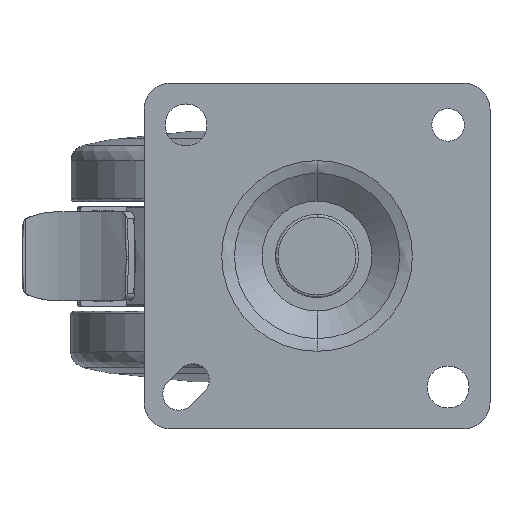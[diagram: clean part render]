
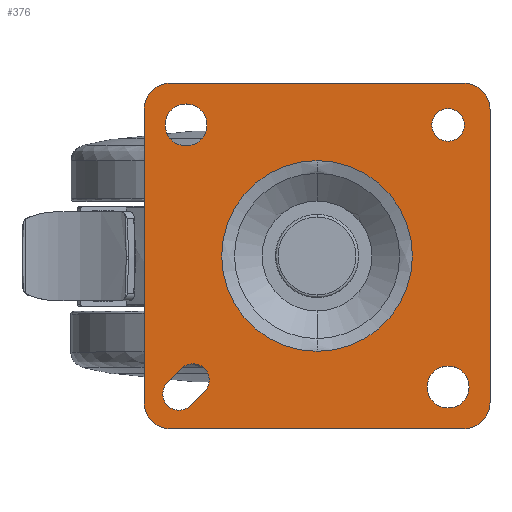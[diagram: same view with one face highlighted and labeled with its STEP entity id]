
A CAD part, top view. The second image highlights one B-rep face of the part: STEP entity #376.
In plain terms, the highlighted face is planar.
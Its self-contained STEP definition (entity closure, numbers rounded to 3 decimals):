
#376=ADVANCED_FACE('',(#2256,#2257,#2258,#2259,#2260,#2261),#2255,.F.);
#2255=PLANE('',#6944);
#2256=FACE_OUTER_BOUND('',#6945,.T.);
#2257=FACE_BOUND('',#6946,.T.);
#2258=FACE_BOUND('',#6947,.T.);
#2259=FACE_BOUND('',#6948,.T.);
#2260=FACE_BOUND('',#6949,.T.);
#2261=FACE_BOUND('',#6950,.T.);
#6941=CARTESIAN_POINT('',(-39.6,0.,-39.6));
#6942=DIRECTION('',(0.,1.,0.));
#6943=DIRECTION('',(0.,0.,1.));
#6944=AXIS2_PLACEMENT_3D('',#6941,#6942,#6943);
#6945=EDGE_LOOP('',(#8259,#8260,#8261,#8262,#8263,#8264,#8265,#8266));
#6946=EDGE_LOOP('',(#8267,#8268));
#6947=EDGE_LOOP('',(#8269,#8270,#8271,#8272));
#6948=EDGE_LOOP('',(#8273,#8274));
#6949=EDGE_LOOP('',(#8275,#8276));
#6950=EDGE_LOOP('',(#8277,#8278));
#8259=ORIENTED_EDGE('',*,*,#8905,.F.);
#8260=ORIENTED_EDGE('',*,*,#8906,.T.);
#8261=ORIENTED_EDGE('',*,*,#8907,.F.);
#8262=ORIENTED_EDGE('',*,*,#8908,.T.);
#8263=ORIENTED_EDGE('',*,*,#8909,.F.);
#8264=ORIENTED_EDGE('',*,*,#8910,.T.);
#8265=ORIENTED_EDGE('',*,*,#8911,.F.);
#8266=ORIENTED_EDGE('',*,*,#8912,.T.);
#8267=ORIENTED_EDGE('',*,*,#8913,.T.);
#8268=ORIENTED_EDGE('',*,*,#8914,.T.);
#8269=ORIENTED_EDGE('',*,*,#8915,.F.);
#8270=ORIENTED_EDGE('',*,*,#8916,.F.);
#8271=ORIENTED_EDGE('',*,*,#8917,.F.);
#8272=ORIENTED_EDGE('',*,*,#8918,.F.);
#8273=ORIENTED_EDGE('',*,*,#8919,.F.);
#8274=ORIENTED_EDGE('',*,*,#8920,.F.);
#8275=ORIENTED_EDGE('',*,*,#8921,.F.);
#8276=ORIENTED_EDGE('',*,*,#8922,.F.);
#8277=ORIENTED_EDGE('',*,*,#8923,.F.);
#8278=ORIENTED_EDGE('',*,*,#8924,.F.);
#8905=EDGE_CURVE('',#11885,#11886,#11887,.T.);
#8906=EDGE_CURVE('',#11885,#11893,#11894,.T.);
#8907=EDGE_CURVE('',#11900,#11893,#11901,.T.);
#8908=EDGE_CURVE('',#11900,#11907,#11908,.T.);
#8909=EDGE_CURVE('',#11914,#11907,#11915,.T.);
#8910=EDGE_CURVE('',#11914,#11921,#11922,.T.);
#8911=EDGE_CURVE('',#11928,#11921,#11929,.T.);
#8912=EDGE_CURVE('',#11928,#11886,#11935,.T.);
#8913=EDGE_CURVE('',#11941,#11942,#11943,.T.);
#8914=EDGE_CURVE('',#11942,#11941,#11949,.T.);
#8915=EDGE_CURVE('',#11955,#11956,#11957,.T.);
#8916=EDGE_CURVE('',#11963,#11955,#11964,.T.);
#8917=EDGE_CURVE('',#11970,#11963,#11971,.T.);
#8918=EDGE_CURVE('',#11956,#11970,#11977,.T.);
#8919=EDGE_CURVE('',#11983,#11984,#11985,.T.);
#8920=EDGE_CURVE('',#11984,#11983,#11991,.T.);
#8921=EDGE_CURVE('',#11997,#11998,#11999,.T.);
#8922=EDGE_CURVE('',#11998,#11997,#12005,.T.);
#8923=EDGE_CURVE('',#12011,#12012,#12013,.T.);
#8924=EDGE_CURVE('',#12012,#12011,#12019,.T.);
#11885=VERTEX_POINT('',#14919);
#11886=VERTEX_POINT('',#14920);
#11887=LINE('',#14921,#14922);
#11893=VERTEX_POINT('',#14924);
#11894=CIRCLE('',#14928,5.);
#11900=VERTEX_POINT('',#14929);
#11901=LINE('',#14930,#14931);
#11907=VERTEX_POINT('',#14933);
#11908=CIRCLE('',#14937,5.);
#11914=VERTEX_POINT('',#14938);
#11915=LINE('',#14939,#14940);
#11921=VERTEX_POINT('',#14942);
#11922=CIRCLE('',#14946,5.);
#11928=VERTEX_POINT('',#14947);
#11929=LINE('',#14948,#14949);
#11935=CIRCLE('',#14954,5.);
#11941=VERTEX_POINT('',#14955);
#11942=VERTEX_POINT('',#14956);
#11943=CIRCLE('',#14960,18.194);
#11949=CIRCLE('',#14964,18.194);
#11955=VERTEX_POINT('',#14965);
#11956=VERTEX_POINT('',#14966);
#11957=LINE('',#14967,#14968);
#11963=VERTEX_POINT('',#14970);
#11964=CIRCLE('',#14974,3.1);
#11970=VERTEX_POINT('',#14975);
#11971=LINE('',#14976,#14977);
#11977=CIRCLE('',#14982,3.1);
#11983=VERTEX_POINT('',#14983);
#11984=VERTEX_POINT('',#14984);
#11985=CIRCLE('',#14988,3.1);
#11991=CIRCLE('',#14992,3.1);
#11997=VERTEX_POINT('',#14993);
#11998=VERTEX_POINT('',#14994);
#11999=CIRCLE('',#14998,4.);
#12005=CIRCLE('',#15002,4.);
#12011=VERTEX_POINT('',#15003);
#12012=VERTEX_POINT('',#15004);
#12013=CIRCLE('',#15008,4.);
#12019=CIRCLE('',#15012,4.);
#14919=CARTESIAN_POINT('',(28.,0.,-33.));
#14920=CARTESIAN_POINT('',(-28.,0.,-33.));
#14921=CARTESIAN_POINT('',(28.,0.,-33.));
#14922=VECTOR('',#14923,56.);
#14923=DIRECTION('',(-1.,0.,0.));
#14924=CARTESIAN_POINT('',(33.,0.,-28.));
#14925=CARTESIAN_POINT('',(28.,0.,-28.));
#14926=DIRECTION('',(0.,-1.,0.));
#14927=DIRECTION('',(0.,0.,1.));
#14928=AXIS2_PLACEMENT_3D('',#14925,#14926,#14927);
#14929=CARTESIAN_POINT('',(33.,0.,28.));
#14930=CARTESIAN_POINT('',(33.,0.,28.));
#14931=VECTOR('',#14932,56.);
#14932=DIRECTION('',(0.,0.,-1.));
#14933=CARTESIAN_POINT('',(28.,0.,33.));
#14934=CARTESIAN_POINT('',(28.,0.,28.));
#14935=DIRECTION('',(0.,-1.,0.));
#14936=DIRECTION('',(-1.,0.,0.));
#14937=AXIS2_PLACEMENT_3D('',#14934,#14935,#14936);
#14938=CARTESIAN_POINT('',(-28.,0.,33.));
#14939=CARTESIAN_POINT('',(-28.,0.,33.));
#14940=VECTOR('',#14941,56.);
#14941=DIRECTION('',(1.,0.,0.));
#14942=CARTESIAN_POINT('',(-33.,0.,28.));
#14943=CARTESIAN_POINT('',(-28.,0.,28.));
#14944=DIRECTION('',(0.,-1.,0.));
#14945=DIRECTION('',(0.,0.,-1.));
#14946=AXIS2_PLACEMENT_3D('',#14943,#14944,#14945);
#14947=CARTESIAN_POINT('',(-33.,0.,-28.));
#14948=CARTESIAN_POINT('',(-33.,0.,-28.));
#14949=VECTOR('',#14950,56.);
#14950=DIRECTION('',(0.,0.,1.));
#14951=CARTESIAN_POINT('',(-28.,0.,-28.));
#14952=DIRECTION('',(0.,-1.,0.));
#14953=DIRECTION('',(1.,0.,0.));
#14954=AXIS2_PLACEMENT_3D('',#14951,#14952,#14953);
#14955=CARTESIAN_POINT('',(0.,0.,18.194));
#14956=CARTESIAN_POINT('',(0.,0.,-18.194));
#14957=CARTESIAN_POINT('',(0.,0.,0.));
#14958=DIRECTION('',(0.,1.,0.));
#14959=DIRECTION('',(0.,0.,1.));
#14960=AXIS2_PLACEMENT_3D('',#14957,#14958,#14959);
#14961=CARTESIAN_POINT('',(0.,0.,0.));
#14962=DIRECTION('',(0.,1.,0.));
#14963=DIRECTION('',(0.,0.,1.));
#14964=AXIS2_PLACEMENT_3D('',#14961,#14962,#14963);
#14965=CARTESIAN_POINT('',(-25.849,0.,-21.464));
#14966=CARTESIAN_POINT('',(-28.536,0.,-24.151));
#14967=CARTESIAN_POINT('',(-25.849,0.,-21.464));
#14968=VECTOR('',#14969,3.8);
#14969=DIRECTION('',(-0.707,0.,-0.707));
#14970=CARTESIAN_POINT('',(-21.464,0.,-25.849));
#14971=CARTESIAN_POINT('',(-23.656,0.,-23.656));
#14972=DIRECTION('',(0.,-1.,0.));
#14973=DIRECTION('',(-0.707,0.,0.707));
#14974=AXIS2_PLACEMENT_3D('',#14971,#14972,#14973);
#14975=CARTESIAN_POINT('',(-24.151,0.,-28.536));
#14976=CARTESIAN_POINT('',(-24.151,0.,-28.536));
#14977=VECTOR('',#14978,3.8);
#14978=DIRECTION('',(0.707,0.,0.707));
#14979=CARTESIAN_POINT('',(-26.344,0.,-26.344));
#14980=DIRECTION('',(0.,-1.,0.));
#14981=DIRECTION('',(0.,0.,1.));
#14982=AXIS2_PLACEMENT_3D('',#14979,#14980,#14981);
#14983=CARTESIAN_POINT('',(25.,0.,28.1));
#14984=CARTESIAN_POINT('',(25.,0.,21.9));
#14985=CARTESIAN_POINT('',(25.,0.,25.));
#14986=DIRECTION('',(0.,-1.,0.));
#14987=DIRECTION('',(0.,0.,-1.));
#14988=AXIS2_PLACEMENT_3D('',#14985,#14986,#14987);
#14989=CARTESIAN_POINT('',(25.,0.,25.));
#14990=DIRECTION('',(0.,-1.,0.));
#14991=DIRECTION('',(0.,0.,-1.));
#14992=AXIS2_PLACEMENT_3D('',#14989,#14990,#14991);
#14993=CARTESIAN_POINT('',(25.,0.,-21.));
#14994=CARTESIAN_POINT('',(25.,0.,-29.));
#14995=CARTESIAN_POINT('',(25.,0.,-25.));
#14996=DIRECTION('',(0.,-1.,0.));
#14997=DIRECTION('',(0.,0.,-1.));
#14998=AXIS2_PLACEMENT_3D('',#14995,#14996,#14997);
#14999=CARTESIAN_POINT('',(25.,0.,-25.));
#15000=DIRECTION('',(0.,-1.,0.));
#15001=DIRECTION('',(0.,0.,-1.));
#15002=AXIS2_PLACEMENT_3D('',#14999,#15000,#15001);
#15003=CARTESIAN_POINT('',(-25.,0.,29.));
#15004=CARTESIAN_POINT('',(-25.,0.,21.));
#15005=CARTESIAN_POINT('',(-25.,0.,25.));
#15006=DIRECTION('',(0.,-1.,0.));
#15007=DIRECTION('',(0.,0.,-1.));
#15008=AXIS2_PLACEMENT_3D('',#15005,#15006,#15007);
#15009=CARTESIAN_POINT('',(-25.,0.,25.));
#15010=DIRECTION('',(0.,-1.,0.));
#15011=DIRECTION('',(0.,0.,-1.));
#15012=AXIS2_PLACEMENT_3D('',#15009,#15010,#15011);
